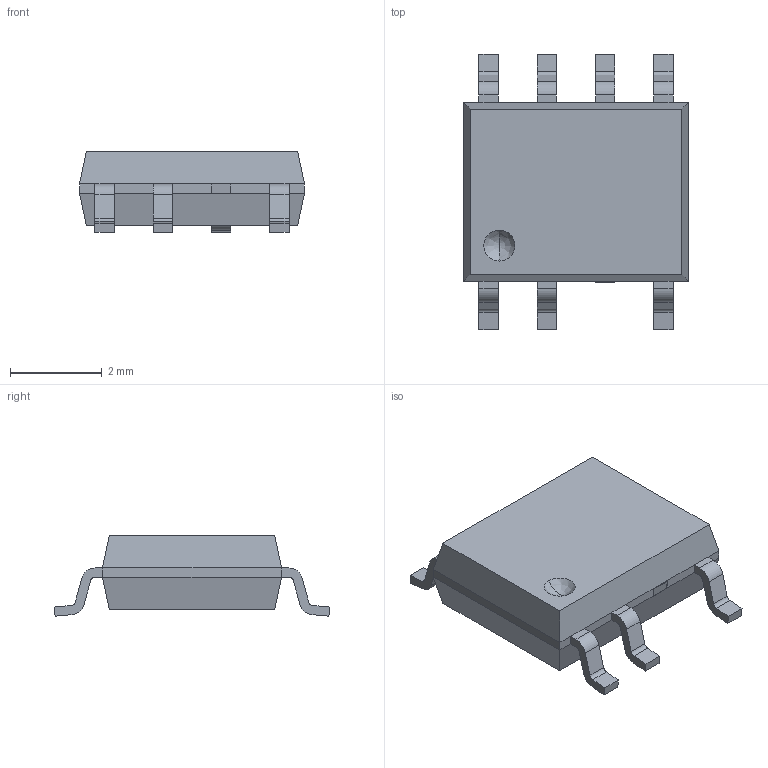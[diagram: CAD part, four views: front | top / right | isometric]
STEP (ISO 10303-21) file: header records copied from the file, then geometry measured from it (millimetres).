
FILE_DESCRIPTION (( 'STEP AP214' ), '1' );
FILE_NAME ('3D39A7B0-81F6-42BB-B85B-EDCE10B7110E.STEP', '2022-11-03T21:23:53', ( '' ), ( '' ), 'SwSTEP 2.0', 'SolidWorks 2022', '' );
FILE_SCHEMA (( 'AUTOMOTIVE_DESIGN' ));
Length unit declared in the file: millimetre
Products named in the file (1): 3D39A7B0-81F6-42BB-B85B-EDCE10B7110E
Bounding box: 4.9 x 6 x 1.75 mm (x, y, z)
Volume: 29.7 mm3; surface area: 74.9 mm2
Topology: 1 solids, 1 shells, 120 faces, 314 edges, 195 vertices
Faces by surface type: plane 90, cylinder 28, bspline 2
Entity records: 4980 total; most frequent: CARTESIAN_POINT 658, ORIENTED_EDGE 624, DIRECTION 610, EDGE_CURVE 312, LINE 252, VECTOR 252, VERTEX_POINT 195, AXIS2_PLACEMENT_3D 179
